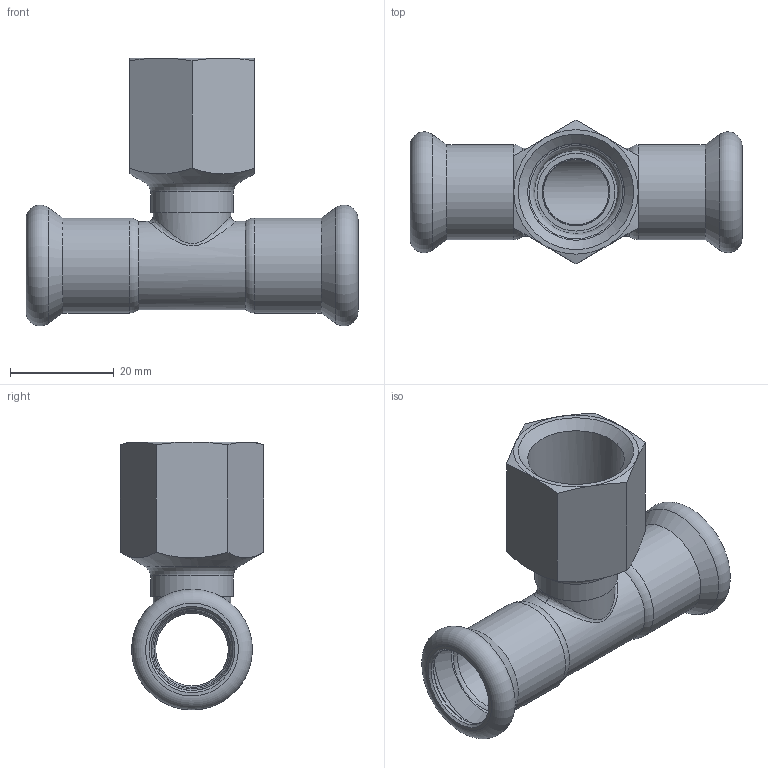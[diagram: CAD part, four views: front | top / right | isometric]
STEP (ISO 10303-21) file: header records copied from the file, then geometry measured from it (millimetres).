
FILE_DESCRIPTION(/* description */ (''),/* implementation_level */ '2;1');
FILE_NAME(/* name */ '41304.stp',/* time_stamp */ '2023-09-08T10:56:30+02:00',/* author */ ('JANAN'),/* organization */ (''),/* preprocessor_version */ 'ST-DEVELOPER v19.2',/* originating_system */ 'Autodesk Inventor 2023',/* authorisation */ '');
FILE_SCHEMA (('AUTOMOTIVE_DESIGN { 1 0 10303 214 3 1 1 }'));
Length unit declared in the file: millimetre
Products named in the file (1): tmpCC1D.tmp
Bounding box: 64 x 27.71 x 51.64 mm (x, y, z)
Volume: 11737.4 mm3; surface area: 11818.1 mm2
Topology: 2 solids, 2 shells, 60 faces, 132 edges, 79 vertices
Faces by surface type: cone 17, cylinder 13, plane 13, torus 13, bspline 4
Full cylindrical faces by diameter (mm): 12.6 x1, 13 x1, 14 x1, 15 x1, 15.2 x2, 15.8 x2, 16 x1, 17 x1, 18.3 x2, 18.631 x1
Entity records: 3383 total; most frequent: CARTESIAN_POINT 1983, DIRECTION 286, ORIENTED_EDGE 264, EDGE_CURVE 132, AXIS2_PLACEMENT_3D 128, VERTEX_POINT 79, CIRCLE 71, EDGE_LOOP 69
